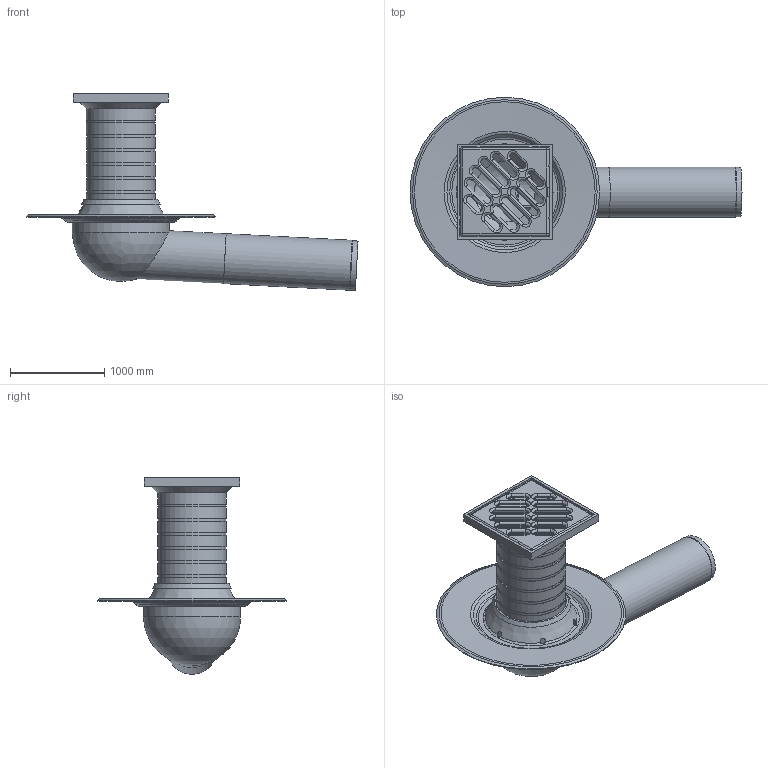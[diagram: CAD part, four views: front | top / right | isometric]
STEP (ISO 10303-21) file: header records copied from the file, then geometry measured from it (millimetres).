
FILE_DESCRIPTION(/* description */ (''),/* implementation_level */ '2;1');
FILE_NAME(/* name */ '15872.050X_3D.stp',/* time_stamp */ '2024-12-12T06:55:20+01:00',/* author */ ('CAD'),/* organization */ (''),/* preprocessor_version */ 'ST-DEVELOPER v20',/* originating_system */ 'AutoCAD Mechanical',/* authorisation */ '');
FILE_SCHEMA (('AUTOMOTIVE_DESIGN { 1 0 10303 214 3 1 1 }'));
Length unit declared in the file: centimetre
Products named in the file (2): Product; *S0
Assembly tree (1 placements, depth 2):
  Product
    *S0
Bounding box: 3518.04 x 2008.9 x 2082.46 mm (x, y, z)
Volume: 274203957.6 mm3; surface area: 28814028.5 mm2
Topology: 7 solids, 7 shells, 388 faces, 932 edges, 575 vertices
Faces by surface type: cylinder 151, plane 130, torus 61, cone 35, sphere 9, bspline 2
Full cylindrical faces by diameter (mm): 35 x2, 60 x6, 85 x2, 500 x2, 530 x3, 720 x8, 730 x10, 800 x2, 828 x1, 1000 x1, 1030 x1
Entity records: 12506 total; most frequent: CARTESIAN_POINT 3107, DIRECTION 2095, ORIENTED_EDGE 1860, EDGE_CURVE 930, AXIS2_PLACEMENT_3D 842, VERTEX_POINT 575, EDGE_LOOP 455, CIRCLE 445
